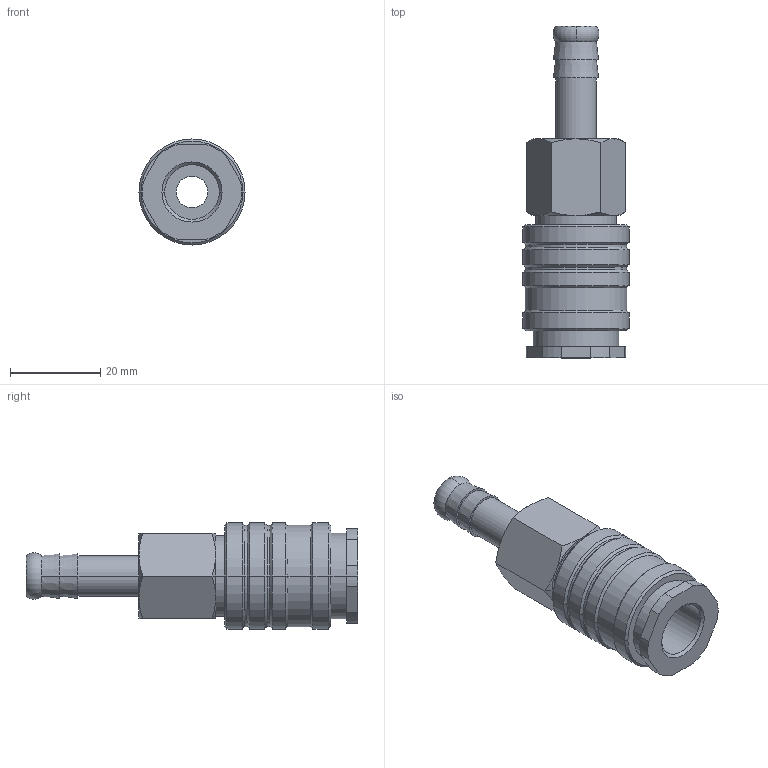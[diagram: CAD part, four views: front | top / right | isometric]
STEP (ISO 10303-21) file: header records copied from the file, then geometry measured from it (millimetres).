
FILE_DESCRIPTION(('STEP AP214'),'1');
FILE_NAME('ESIE_9_TAB.stp','2020-08-17T11:38:19',('TraceParts'),('TraceParts S.A.'),'Spatial InterOp 3D',' ',' ');
FILE_SCHEMA(('AUTOMOTIVE_DESIGN { 1 0 10303 214 1 1 1 1 }'));
Length unit declared in the file: millimetre
Products named in the file (1): ESIE_9_TAB
Bounding box: 23.5 x 73.5 x 23.5 mm (x, y, z)
Volume: 14856.1 mm3; surface area: 7127.9 mm2
Topology: 1 solids, 1 shells, 94 faces, 207 edges, 123 vertices
Faces by surface type: cone 38, cylinder 32, plane 22, torus 2
Entity records: 3368 total; most frequent: CARTESIAN_POINT 521, DIRECTION 474, ORIENTED_EDGE 414, EDGE_CURVE 207, AXIS2_PLACEMENT_3D 196, VERTEX_POINT 123, EDGE_LOOP 104, CIRCLE 101
